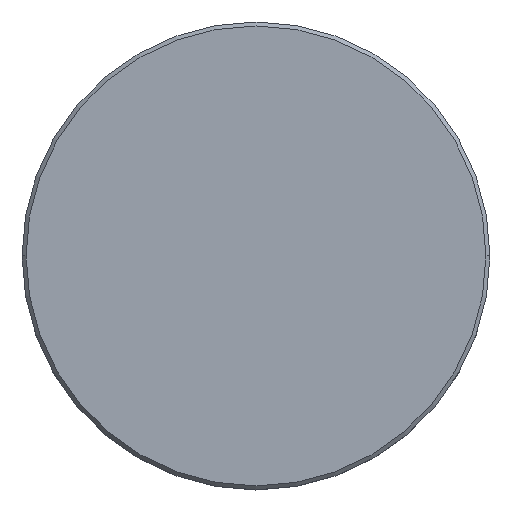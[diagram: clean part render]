
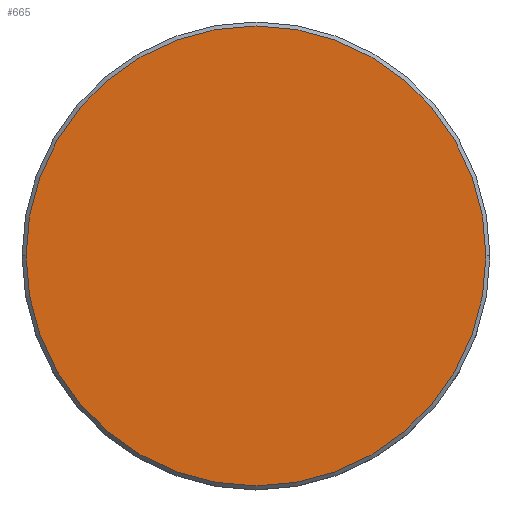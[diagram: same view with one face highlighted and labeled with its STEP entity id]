
A CAD part, top view. The second image highlights one B-rep face of the part: STEP entity #665.
In plain terms, the highlighted planar face has unit normal (0, 0, 1).
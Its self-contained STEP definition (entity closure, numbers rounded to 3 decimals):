
#50 = EDGE_CURVE ( 'NONE', #1079, #812, #1087, .T. ) ;
#213 = PLANE ( 'NONE',  #437 ) ;
#239 = EDGE_LOOP ( 'NONE', ( #525, #612 ) ) ;
#257 = CARTESIAN_POINT ( 'NONE',  ( 29., 0., 0. ) ) ;
#415 = DIRECTION ( 'NONE',  ( 1., 0., 0. ) ) ;
#437 = AXIS2_PLACEMENT_3D ( 'NONE', #673, #1141, #415 ) ;
#498 = CIRCLE ( 'NONE', #825, 29. ) ;
#525 = ORIENTED_EDGE ( 'NONE', *, *, #1155, .T. ) ;
#612 = ORIENTED_EDGE ( 'NONE', *, *, #50, .T. ) ;
#635 = CARTESIAN_POINT ( 'NONE',  ( 0., 0., 0. ) ) ;
#649 = DIRECTION ( 'NONE',  ( 1., 0., 0. ) ) ;
#652 = CARTESIAN_POINT ( 'NONE',  ( -29., 0., 0. ) ) ;
#665 = ADVANCED_FACE ( 'NONE', ( #777 ), #213, .T. ) ;
#668 = DIRECTION ( 'NONE',  ( 1., 0., 0. ) ) ;
#673 = CARTESIAN_POINT ( 'NONE',  ( 0., 0., 0. ) ) ;
#777 = FACE_OUTER_BOUND ( 'NONE', #239, .T. ) ;
#812 = VERTEX_POINT ( 'NONE', #652 ) ;
#825 = AXIS2_PLACEMENT_3D ( 'NONE', #926, #1010, #668 ) ;
#926 = CARTESIAN_POINT ( 'NONE',  ( 0., 0., 0. ) ) ;
#1010 = DIRECTION ( 'NONE',  ( 0., 0., 1. ) ) ;
#1022 = AXIS2_PLACEMENT_3D ( 'NONE', #635, #1180, #649 ) ;
#1079 = VERTEX_POINT ( 'NONE', #257 ) ;
#1087 = CIRCLE ( 'NONE', #1022, 29. ) ;
#1141 = DIRECTION ( 'NONE',  ( 0., 0., 1. ) ) ;
#1155 = EDGE_CURVE ( 'NONE', #812, #1079, #498, .T. ) ;
#1180 = DIRECTION ( 'NONE',  ( 0., 0., 1. ) ) ;
